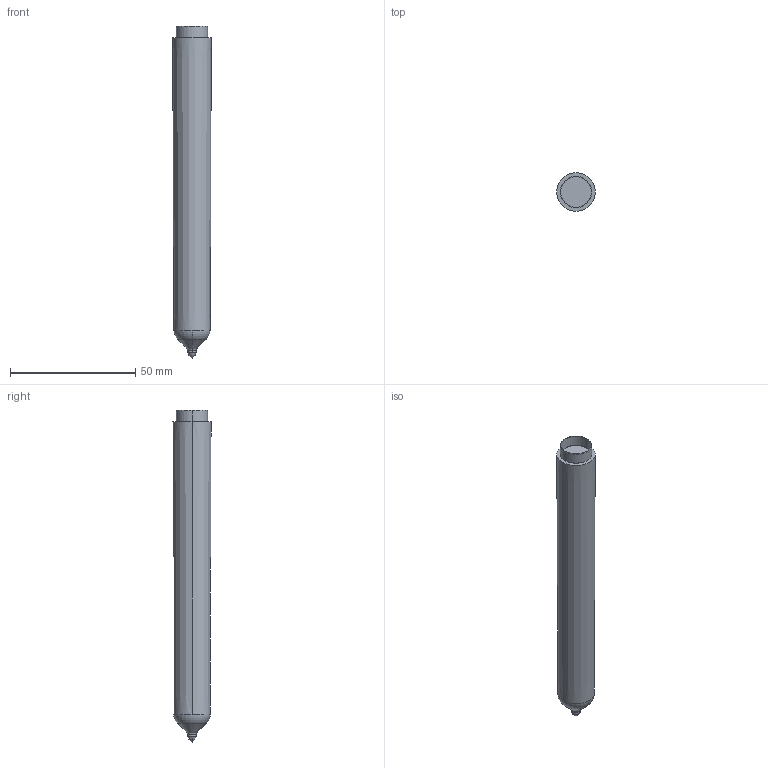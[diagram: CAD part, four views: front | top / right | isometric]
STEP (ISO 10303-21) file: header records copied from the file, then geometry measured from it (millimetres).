
FILE_DESCRIPTION (( 'STEP AP203' ), '1' );
FILE_NAME ('marker.STEP', '2024-06-13T15:07:48', ( '' ), ( '' ), 'SwSTEP 2.0', 'SolidWorks 2024', '' );
FILE_SCHEMA (( 'CONFIG_CONTROL_DESIGN' ));
Length unit declared in the file: millimetre
Products named in the file (1): marker
Bounding box: 15.4 x 15.4 x 132.74 mm (x, y, z)
Volume: 21422.1 mm3; surface area: 6426.9 mm2
Topology: 2 solids, 2 shells, 26 faces, 52 edges, 31 vertices
Faces by surface type: cylinder 8, torus 6, cone 6, plane 6
Entity records: 749 total; most frequent: DIRECTION 140, CARTESIAN_POINT 108, ORIENTED_EDGE 100, AXIS2_PLACEMENT_3D 63, EDGE_CURVE 50, CIRCLE 36, VERTEX_POINT 31, EDGE_LOOP 29
